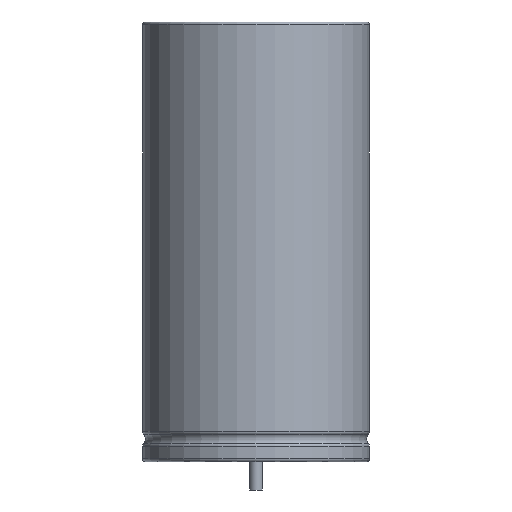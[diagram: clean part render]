
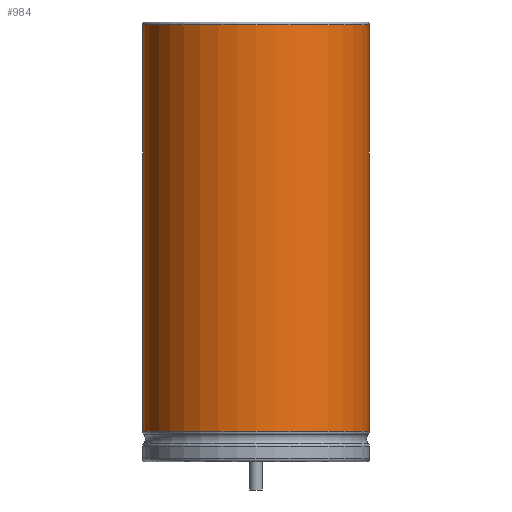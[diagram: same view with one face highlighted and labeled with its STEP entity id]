
A CAD part, left-side view. The second image highlights one B-rep face of the part: STEP entity #984.
In plain terms, the highlighted cylindrical face has radius 8 mm (diameter 16 mm), a partial arc.
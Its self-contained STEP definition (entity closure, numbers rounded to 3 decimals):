
#59=CYLINDRICAL_SURFACE('',#1103,8.);
#69=LINE('',#1454,#118);
#71=LINE('',#1499,#120);
#118=VECTOR('',#1170,1.);
#120=VECTOR('',#1178,1.);
#216=FACE_OUTER_BOUND('',#275,.T.);
#275=EDGE_LOOP('',(#760,#761,#762,#763));
#307=CIRCLE('',#1033,8.);
#350=CIRCLE('',#1097,8.);
#371=VERTEX_POINT('',#1433);
#376=VERTEX_POINT('',#1443);
#379=VERTEX_POINT('',#1453);
#386=VERTEX_POINT('',#1497);
#475=EDGE_CURVE('',#376,#371,#307,.T.);
#479=EDGE_CURVE('',#379,#371,#69,.T.);
#487=EDGE_CURVE('',#386,#376,#71,.T.);
#558=EDGE_CURVE('',#379,#386,#350,.T.);
#760=ORIENTED_EDGE('',*,*,#475,.F.);
#761=ORIENTED_EDGE('',*,*,#487,.F.);
#762=ORIENTED_EDGE('',*,*,#558,.F.);
#763=ORIENTED_EDGE('',*,*,#479,.T.);
#984=ADVANCED_FACE('',(#216),#59,.T.);
#1033=AXIS2_PLACEMENT_3D('',#1445,#1160,#1161);
#1097=AXIS2_PLACEMENT_3D('',#2199,#1304,#1305);
#1103=AXIS2_PLACEMENT_3D('',#2289,#1316,#1317);
#1160=DIRECTION('center_axis',(0.,0.,1.));
#1161=DIRECTION('ref_axis',(-1.,0.,0.));
#1170=DIRECTION('',(0.,0.,1.));
#1178=DIRECTION('',(0.,0.,1.));
#1304=DIRECTION('center_axis',(0.,0.,-1.));
#1305=DIRECTION('ref_axis',(0.924,0.383,0.));
#1316=DIRECTION('center_axis',(0.,0.,1.));
#1317=DIRECTION('ref_axis',(-1.,0.,0.));
#1433=CARTESIAN_POINT('',(11.141,-3.061,30.8));
#1443=CARTESIAN_POINT('',(11.141,3.061,30.8));
#1445=CARTESIAN_POINT('Origin',(3.75,0.,30.8));
#1453=CARTESIAN_POINT('',(11.141,-3.061,2.135));
#1454=CARTESIAN_POINT('',(11.141,-3.061,2.));
#1497=CARTESIAN_POINT('',(11.141,3.061,2.135));
#1499=CARTESIAN_POINT('',(11.141,3.061,2.));
#2199=CARTESIAN_POINT('Origin',(3.75,0.,2.135));
#2289=CARTESIAN_POINT('Origin',(3.75,0.,2.));
